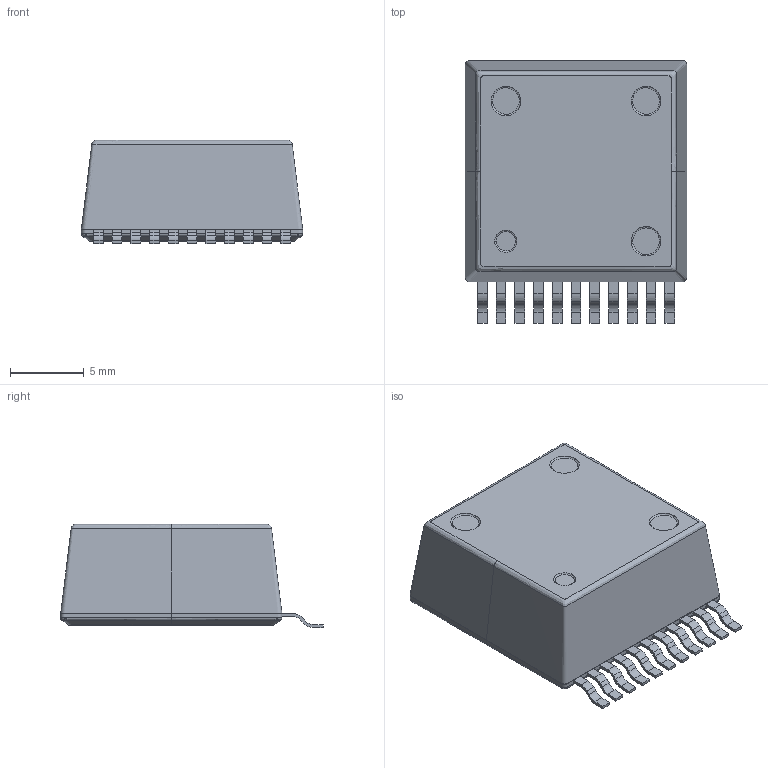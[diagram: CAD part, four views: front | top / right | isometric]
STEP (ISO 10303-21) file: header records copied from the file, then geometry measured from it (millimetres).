
FILE_DESCRIPTION(/* description */ (''),/* implementation_level */ '2;1');
FILE_NAME(/* name */ 'TO-PMO~2',/* time_stamp */ '2015-10-24T15:52:56+02:00',/* author */ (''),/* organization */ (''),/* preprocessor_version */ 'ST-DEVELOPER v14',/* originating_system */ '',/* authorisation */ '');
FILE_SCHEMA (('AUTOMOTIVE_DESIGN'));
Length unit declared in the file: millimetre
Products named in the file (1): Document
Bounding box: 15 x 17.81 x 7.03 mm (x, y, z)
Volume: 1397.7 mm3; surface area: 1187 mm2
Topology: 13 solids, 13 shells, 278 faces, 730 edges, 483 vertices
Faces by surface type: bspline 247, plane 31
Entity records: 14107 total; most frequent: CARTESIAN_POINT 10313, ORIENTED_EDGE 1460, EDGE_CURVE 730, VERTEX_POINT 483, EDGE_LOOP 283, ADVANCED_FACE 278, FACE_OUTER_BOUND 278, DIRECTION 35
